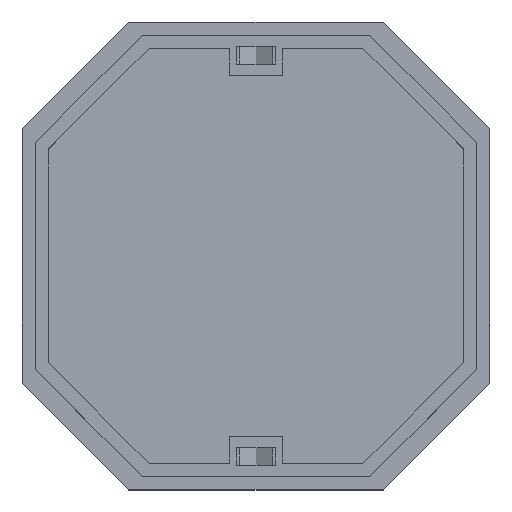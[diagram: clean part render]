
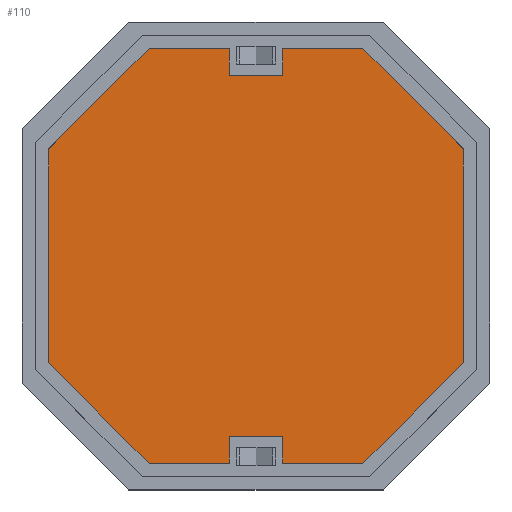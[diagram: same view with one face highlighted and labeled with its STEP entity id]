
A CAD part, top view. The second image highlights one B-rep face of the part: STEP entity #110.
In plain terms, the highlighted planar face has unit normal (0, 0, 1).
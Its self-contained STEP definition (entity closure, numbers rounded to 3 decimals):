
#110=ADVANCED_FACE('',(#586),#588,.T.);
#586=FACE_BOUND('',#587,.T.);
#587=EDGE_LOOP('',(#988,#989,#990,#991,#992,#993,#994,#995,#996,#997,#998,#999,#1000,
#1001,#1002,#1003));
#588=PLANE('',#589);
#589=AXIS2_PLACEMENT_3D('',#590,#591,#592);
#590=CARTESIAN_POINT('',(0.,0.,2.));
#591=DIRECTION('',(0.,0.,1.));
#592=DIRECTION('',(-1.,0.,0.));
#988=ORIENTED_EDGE('',*,*,#1195,.F.);
#989=ORIENTED_EDGE('',*,*,#1194,.F.);
#990=ORIENTED_EDGE('',*,*,#1192,.F.);
#991=ORIENTED_EDGE('',*,*,#1189,.F.);
#992=ORIENTED_EDGE('',*,*,#1188,.F.);
#993=ORIENTED_EDGE('',*,*,#1185,.F.);
#994=ORIENTED_EDGE('',*,*,#1183,.F.);
#995=ORIENTED_EDGE('',*,*,#1181,.F.);
#996=ORIENTED_EDGE('',*,*,#1179,.F.);
#997=ORIENTED_EDGE('',*,*,#1178,.F.);
#998=ORIENTED_EDGE('',*,*,#1176,.F.);
#999=ORIENTED_EDGE('',*,*,#1173,.F.);
#1000=ORIENTED_EDGE('',*,*,#1172,.F.);
#1001=ORIENTED_EDGE('',*,*,#1202,.F.);
#1002=ORIENTED_EDGE('',*,*,#1200,.F.);
#1003=ORIENTED_EDGE('',*,*,#1197,.F.);
#1172=EDGE_CURVE('',#1465,#1463,#1467,.F.);
#1173=EDGE_CURVE('',#1463,#1468,#1469,.F.);
#1176=EDGE_CURVE('',#1468,#1471,#1473,.F.);
#1178=EDGE_CURVE('',#1471,#1474,#1476,.F.);
#1179=EDGE_CURVE('',#1474,#1477,#1478,.T.);
#1181=EDGE_CURVE('',#1477,#1480,#1481,.T.);
#1183=EDGE_CURVE('',#1480,#1483,#1484,.T.);
#1185=EDGE_CURVE('',#1483,#1486,#1487,.F.);
#1188=EDGE_CURVE('',#1486,#1489,#1491,.F.);
#1189=EDGE_CURVE('',#1489,#1492,#1493,.F.);
#1192=EDGE_CURVE('',#1492,#1495,#1497,.F.);
#1194=EDGE_CURVE('',#1495,#1498,#1500,.F.);
#1195=EDGE_CURVE('',#1498,#1501,#1502,.T.);
#1197=EDGE_CURVE('',#1501,#1504,#1505,.T.);
#1200=EDGE_CURVE('',#1504,#1509,#1510,.T.);
#1202=EDGE_CURVE('',#1509,#1465,#1512,.F.);
#1463=VERTEX_POINT('',#2048);
#1465=VERTEX_POINT('',#2052);
#1467=LINE('',#2056,#2057);
#1468=VERTEX_POINT('',#2059);
#1469=LINE('',#2060,#2061);
#1471=VERTEX_POINT('',#2066);
#1473=LINE('',#2070,#2071);
#1474=VERTEX_POINT('',#2073);
#1476=LINE('',#2077,#2078);
#1477=VERTEX_POINT('',#2080);
#1478=LINE('',#2081,#2082);
#1480=VERTEX_POINT('',#2087);
#1481=LINE('',#2088,#2089);
#1483=VERTEX_POINT('',#2094);
#1484=LINE('',#2095,#2096);
#1486=VERTEX_POINT('',#2101);
#1487=LINE('',#2102,#2103);
#1489=VERTEX_POINT('',#2108);
#1491=LINE('',#2112,#2113);
#1492=VERTEX_POINT('',#2115);
#1493=LINE('',#2116,#2117);
#1495=VERTEX_POINT('',#2122);
#1497=LINE('',#2126,#2127);
#1498=VERTEX_POINT('',#2129);
#1500=LINE('',#2133,#2134);
#1501=VERTEX_POINT('',#2136);
#1502=LINE('',#2137,#2138);
#1504=VERTEX_POINT('',#2143);
#1505=LINE('',#2144,#2145);
#1509=VERTEX_POINT('',#2155);
#1510=LINE('',#2156,#2157);
#1512=LINE('',#2162,#2163);
#2048=CARTESIAN_POINT('',(31.,16.,2.));
#2052=CARTESIAN_POINT('',(16.,31.,2.));
#2056=CARTESIAN_POINT('',(31.,16.,2.));
#2057=VECTOR('',#2058,1.);
#2058=DIRECTION('',(-0.707,0.707,0.));
#2059=CARTESIAN_POINT('',(31.,-16.,2.));
#2060=CARTESIAN_POINT('',(31.,-16.,2.));
#2061=VECTOR('',#2062,1.);
#2062=DIRECTION('',(0.,1.,0.));
#2066=CARTESIAN_POINT('',(16.,-31.,2.));
#2070=CARTESIAN_POINT('',(16.,-31.,2.));
#2071=VECTOR('',#2072,1.);
#2072=DIRECTION('',(0.707,0.707,0.));
#2073=CARTESIAN_POINT('',(4.,-31.,2.));
#2077=CARTESIAN_POINT('',(4.,-31.,2.));
#2078=VECTOR('',#2079,1.);
#2079=DIRECTION('',(1.,0.,0.));
#2080=CARTESIAN_POINT('',(4.,-27.,2.));
#2081=CARTESIAN_POINT('',(4.,-31.,2.));
#2082=VECTOR('',#2083,1.);
#2083=DIRECTION('',(0.,1.,0.));
#2087=CARTESIAN_POINT('',(-4.,-27.,2.));
#2088=CARTESIAN_POINT('',(4.,-27.,2.));
#2089=VECTOR('',#2090,1.);
#2090=DIRECTION('',(-1.,0.,0.));
#2094=CARTESIAN_POINT('',(-4.,-31.,2.));
#2095=CARTESIAN_POINT('',(-4.,-27.,2.));
#2096=VECTOR('',#2097,1.);
#2097=DIRECTION('',(0.,-1.,0.));
#2101=CARTESIAN_POINT('',(-16.,-31.,2.));
#2102=CARTESIAN_POINT('',(-16.,-31.,2.));
#2103=VECTOR('',#2104,1.);
#2104=DIRECTION('',(1.,0.,0.));
#2108=CARTESIAN_POINT('',(-31.,-16.,2.));
#2112=CARTESIAN_POINT('',(-31.,-16.,2.));
#2113=VECTOR('',#2114,1.);
#2114=DIRECTION('',(0.707,-0.707,0.));
#2115=CARTESIAN_POINT('',(-31.,16.,2.));
#2116=CARTESIAN_POINT('',(-31.,16.,2.));
#2117=VECTOR('',#2118,1.);
#2118=DIRECTION('',(0.,-1.,0.));
#2122=CARTESIAN_POINT('',(-16.,31.,2.));
#2126=CARTESIAN_POINT('',(-16.,31.,2.));
#2127=VECTOR('',#2128,1.);
#2128=DIRECTION('',(-0.707,-0.707,0.));
#2129=CARTESIAN_POINT('',(-4.,31.,2.));
#2133=CARTESIAN_POINT('',(-4.,31.,2.));
#2134=VECTOR('',#2135,1.);
#2135=DIRECTION('',(-1.,0.,0.));
#2136=CARTESIAN_POINT('',(-4.,27.,2.));
#2137=CARTESIAN_POINT('',(-4.,31.,2.));
#2138=VECTOR('',#2139,1.);
#2139=DIRECTION('',(0.,-1.,0.));
#2143=CARTESIAN_POINT('',(4.,27.,2.));
#2144=CARTESIAN_POINT('',(-4.,27.,2.));
#2145=VECTOR('',#2146,1.);
#2146=DIRECTION('',(1.,0.,0.));
#2155=CARTESIAN_POINT('',(4.,31.,2.));
#2156=CARTESIAN_POINT('',(4.,27.,2.));
#2157=VECTOR('',#2158,1.);
#2158=DIRECTION('',(0.,1.,0.));
#2162=CARTESIAN_POINT('',(16.,31.,2.));
#2163=VECTOR('',#2164,1.);
#2164=DIRECTION('',(-1.,0.,0.));
